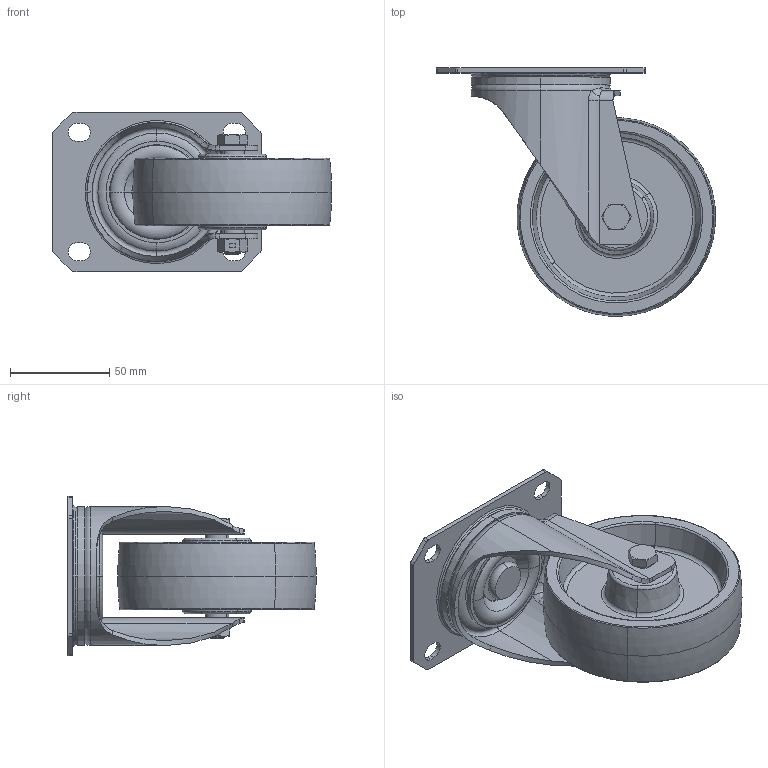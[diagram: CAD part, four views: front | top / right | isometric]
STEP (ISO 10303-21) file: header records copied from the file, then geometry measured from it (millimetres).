
FILE_DESCRIPTION (( 'STEP AP214' ), '1' );
FILE_NAME ('0055952.step', '2023-06-29T11:43:18', ( '' ), ( '' ), 'SwSTEP 2.0', 'SolidWorks 2020', '' );
FILE_SCHEMA (( 'AUTOMOTIVE_DESIGN' ));
Length unit declared in the file: millimetre
Products named in the file (1): 0055952
Bounding box: 140.39 x 124.89 x 80 mm (x, y, z)
Volume: 207276.4 mm3; surface area: 97138.3 mm2
Topology: 10 solids, 10 shells, 349 faces, 770 edges, 461 vertices
Faces by surface type: plane 96, torus 92, cylinder 87, cone 56, bspline 18
Entity records: 15188 total; most frequent: CARTESIAN_POINT 3428, DIRECTION 1747, ORIENTED_EDGE 1540, EDGE_CURVE 770, AXIS2_PLACEMENT_3D 752, VERTEX_POINT 461, CIRCLE 420, EDGE_LOOP 397
